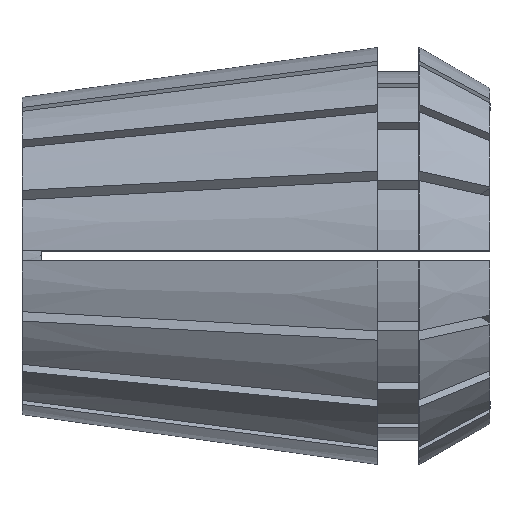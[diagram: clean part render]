
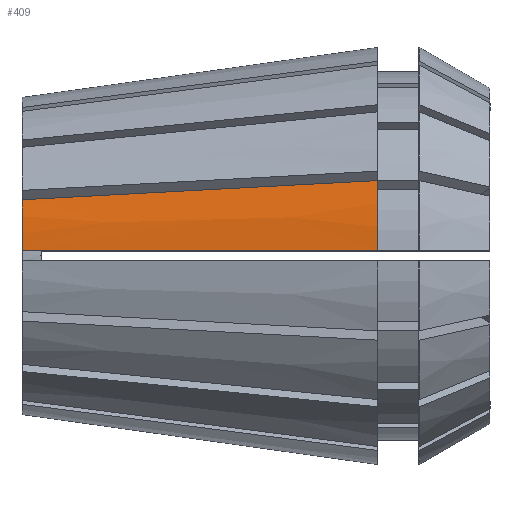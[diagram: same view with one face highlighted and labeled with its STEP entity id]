
A CAD part, top view. The second image highlights one B-rep face of the part: STEP entity #409.
In plain terms, the highlighted conical face has half-angle 8 degrees and reference radius 20.5 mm.
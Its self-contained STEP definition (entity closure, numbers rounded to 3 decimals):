
#69 = B_SPLINE_CURVE_WITH_KNOTS ( 'NONE', 3,
 ( #5738, #4849, #180, #634, #3510, #5400, #3897, #3143, #618, #4468 ),
 .UNSPECIFIED., .F., .F.,
 ( 4, 3, 3, 4 ),
 ( 0.076, 0.079, 0.107, 0.111 ),
 .UNSPECIFIED. ) ;
#111 = ORIENTED_EDGE ( 'NONE', *, *, #3697, .T. ) ;
#129 = CARTESIAN_POINT ( 'NONE',  ( 0., 0.5, 15.587 ) ) ;
#180 = CARTESIAN_POINT ( 'NONE',  ( 33.268, 0.5, 20.265 ) ) ;
#198 = AXIS2_PLACEMENT_3D ( 'NONE', #4840, #2313, #3557 ) ;
#359 = CIRCLE ( 'NONE', #3316, 15.595 ) ;
#409 = ADVANCED_FACE ( 'NONE', ( #973 ), #5471, .T. ) ;
#427 = VERTEX_POINT ( 'NONE', #2294 ) ;
#618 = CARTESIAN_POINT ( 'NONE',  ( 1.43, 0.5, 15.789 ) ) ;
#634 = CARTESIAN_POINT ( 'NONE',  ( 32.452, 0.5, 20.15 ) ) ;
#919 = CARTESIAN_POINT ( 'NONE',  ( 34.9, 0., 0. ) ) ;
#973 = FACE_OUTER_BOUND ( 'NONE', #4456, .T. ) ;
#1356 = DIRECTION ( 'NONE',  ( 0., 0., 1. ) ) ;
#1629 = CARTESIAN_POINT ( 'NONE',  ( 11.633, 6.129, 16.104 ) ) ;
#1797 = VERTEX_POINT ( 'NONE', #129 ) ;
#1847 = EDGE_CURVE ( 'NONE', #4169, #1797, #69, .T. ) ;
#1924 = DIRECTION ( 'NONE',  ( -1., 0., 0. ) ) ;
#2294 = CARTESIAN_POINT ( 'NONE',  ( 0., 5.503, 14.592 ) ) ;
#2313 = DIRECTION ( 'NONE',  ( 1., 0., 0. ) ) ;
#2539 = CARTESIAN_POINT ( 'NONE',  ( 34.9, 0.5, 20.494 ) ) ;
#2969 = CARTESIAN_POINT ( 'NONE',  ( 34.9, 7.381, 19.126 ) ) ;
#3106 = EDGE_CURVE ( 'NONE', #4169, #4503, #3297, .T. ) ;
#3143 = CARTESIAN_POINT ( 'NONE',  ( 2.86, 0.5, 15.99 ) ) ;
#3245 = ORIENTED_EDGE ( 'NONE', *, *, #3106, .T. ) ;
#3249 = EDGE_CURVE ( 'NONE', #1797, #427, #359, .T. ) ;
#3297 = CIRCLE ( 'NONE', #4342, 20.5 ) ;
#3316 = AXIS2_PLACEMENT_3D ( 'NONE', #4620, #1924, #5075 ) ;
#3412 = CARTESIAN_POINT ( 'NONE',  ( 23.267, 6.755, 17.615 ) ) ;
#3510 = CARTESIAN_POINT ( 'NONE',  ( 23.065, 0.5, 18.83 ) ) ;
#3557 = DIRECTION ( 'NONE',  ( 0., 0., -1. ) ) ;
#3697 = EDGE_CURVE ( 'NONE', #4503, #427, #5257, .T. ) ;
#3897 = CARTESIAN_POINT ( 'NONE',  ( 4.29, 0.5, 16.191 ) ) ;
#4054 = DIRECTION ( 'NONE',  ( -1., 0., 0. ) ) ;
#4169 = VERTEX_POINT ( 'NONE', #2539 ) ;
#4342 = AXIS2_PLACEMENT_3D ( 'NONE', #919, #4054, #1356 ) ;
#4456 = EDGE_LOOP ( 'NONE', ( #3245, #111, #4591, #5499 ) ) ;
#4468 = CARTESIAN_POINT ( 'NONE',  ( 0., 0.5, 15.587 ) ) ;
#4503 = VERTEX_POINT ( 'NONE', #5357 ) ;
#4591 = ORIENTED_EDGE ( 'NONE', *, *, #3249, .F. ) ;
#4620 = CARTESIAN_POINT ( 'NONE',  ( 0., 0., 0. ) ) ;
#4783 = CARTESIAN_POINT ( 'NONE',  ( 0., 5.503, 14.592 ) ) ;
#4840 = CARTESIAN_POINT ( 'NONE',  ( 34.9, 0., 0. ) ) ;
#4849 = CARTESIAN_POINT ( 'NONE',  ( 34.084, 0.5, 20.38 ) ) ;
#5075 = DIRECTION ( 'NONE',  ( 0., 0., 1. ) ) ;
#5257 = B_SPLINE_CURVE_WITH_KNOTS ( 'NONE', 3,
 ( #2969, #3412, #1629, #4783 ),
 .UNSPECIFIED., .F., .F.,
 ( 4, 4 ),
 ( 0., 0.035 ),
 .UNSPECIFIED. ) ;
#5357 = CARTESIAN_POINT ( 'NONE',  ( 34.9, 7.381, 19.126 ) ) ;
#5400 = CARTESIAN_POINT ( 'NONE',  ( 13.678, 0.5, 17.511 ) ) ;
#5471 = CONICAL_SURFACE ( 'NONE', #198, 20.5, 0.14 ) ;
#5499 = ORIENTED_EDGE ( 'NONE', *, *, #1847, .F. ) ;
#5738 = CARTESIAN_POINT ( 'NONE',  ( 34.9, 0.5, 20.494 ) ) ;
